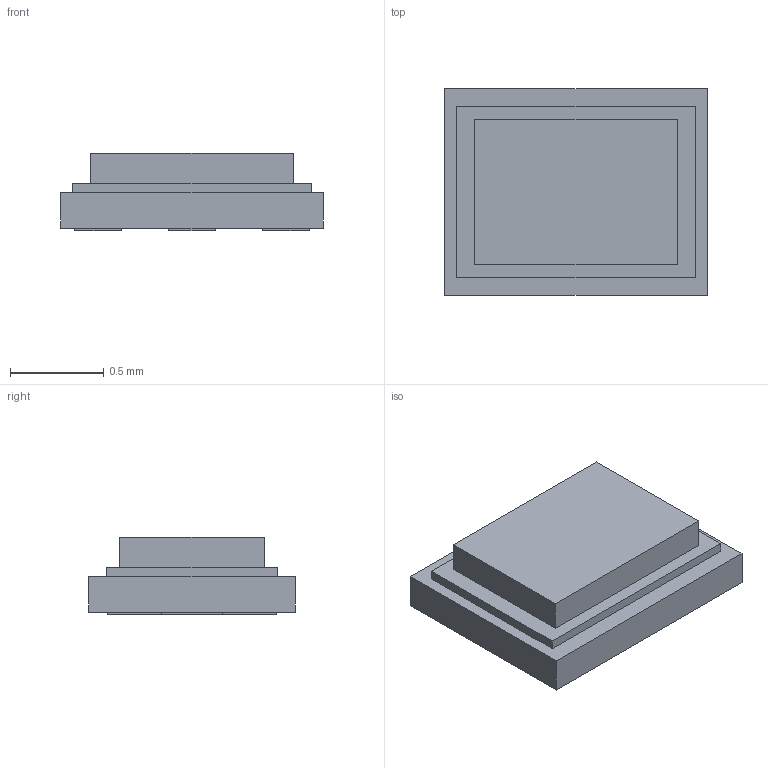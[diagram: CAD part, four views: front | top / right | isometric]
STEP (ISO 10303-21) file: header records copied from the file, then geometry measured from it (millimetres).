
FILE_DESCRIPTION (( 'STEP AP214' ), '1' );
FILE_NAME ('User Library-QCS5P-1.STEP', '2021-01-19T07:49:15', ( '' ), ( '' ), 'SwSTEP 2.0', 'SolidWorks 2020', '' );
FILE_SCHEMA (( 'AUTOMOTIVE_DESIGN' ));
Length unit declared in the file: millimetre
Products named in the file (1): User Library-QCS5P-1
Bounding box: 1.4 x 1.1 x 0.41 mm (x, y, z)
Volume: 0.5 mm3; surface area: 4.9 mm2
Topology: 1 solids, 1 shells, 41 faces, 96 edges, 64 vertices
Faces by surface type: plane 41
Entity records: 1360 total; most frequent: CARTESIAN_POINT 202, ORIENTED_EDGE 192, DIRECTION 180, EDGE_CURVE 96, VECTOR 96, LINE 96, VERTEX_POINT 64, EDGE_LOOP 48
